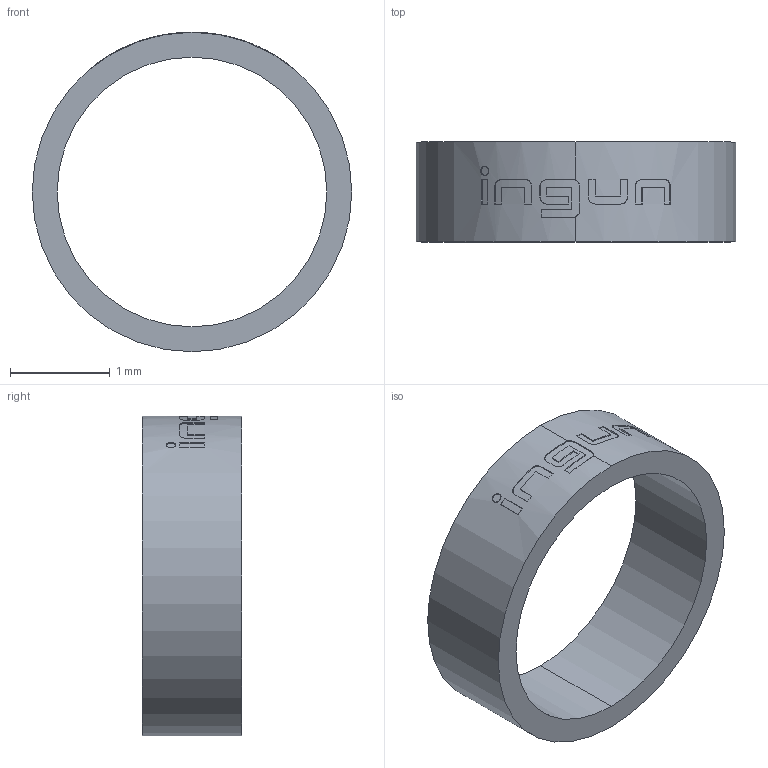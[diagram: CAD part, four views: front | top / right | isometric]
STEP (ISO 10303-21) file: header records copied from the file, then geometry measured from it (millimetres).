
FILE_DESCRIPTION (( 'STEP AP203' ), '1' );
FILE_NAME ('INGUN_DS-113_01.STEP', '2021-10-19T09:04:41', ( 'ochi' ), ( '' ), 'SwSTEP 2.0', 'SolidWorks 2018', '' );
FILE_SCHEMA (( 'CONFIG_CONTROL_DESIGN' ));
Length unit declared in the file: millimetre
Products named in the file (1): INGUN_DS-113_01
Bounding box: 3.2 x 1 x 3.2 mm (x, y, z)
Volume: 2.3 mm3; surface area: 23.3 mm2
Topology: 1 solids, 1 shells, 74 faces, 201 edges, 134 vertices
Faces by surface type: plane 42, bspline 22, cylinder 10
Entity records: 2578 total; most frequent: CARTESIAN_POINT 816, ORIENTED_EDGE 402, DIRECTION 267, EDGE_CURVE 201, VERTEX_POINT 134, AXIS2_PLACEMENT_3D 101, B_SPLINE_CURVE_WITH_KNOTS 88, EDGE_LOOP 81
